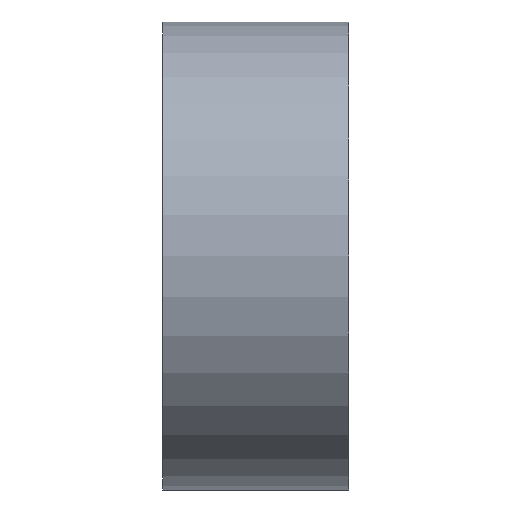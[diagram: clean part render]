
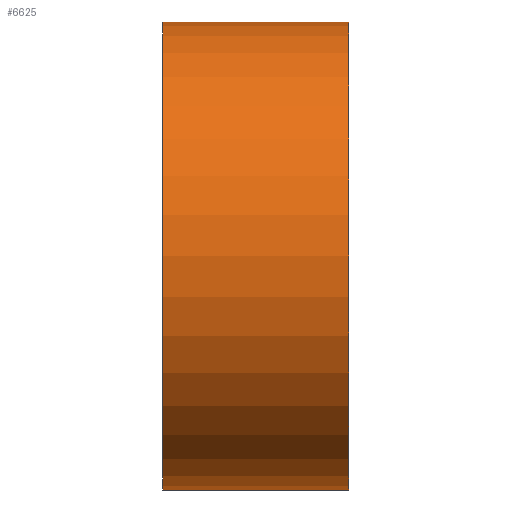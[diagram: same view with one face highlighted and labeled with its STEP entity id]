
A CAD part, left-side view. The second image highlights one B-rep face of the part: STEP entity #6625.
In plain terms, the highlighted cylindrical face has radius 39 mm (diameter 78 mm), a partial arc.
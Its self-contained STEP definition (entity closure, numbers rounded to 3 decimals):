
#170 = PLANE('',#171);
#171 = AXIS2_PLACEMENT_3D('',#172,#173,#174);
#172 = CARTESIAN_POINT('',(-144.,31.,0.));
#173 = DIRECTION('',(0.,1.,0.));
#174 = DIRECTION('',(0.,-0.,1.));
#3358 = PLANE('',#3359);
#3359 = AXIS2_PLACEMENT_3D('',#3360,#3361,#3362);
#3360 = CARTESIAN_POINT('',(-144.,0.,0.));
#3361 = DIRECTION('',(0.,1.,0.));
#3362 = DIRECTION('',(0.,-0.,1.));
#6625 = ADVANCED_FACE('',(#6626),#6641,.T.);
#6626 = FACE_BOUND('',#6627,.T.);
#6627 = EDGE_LOOP('',(#6628,#6659,#6687,#6711));
#6628 = ORIENTED_EDGE('',*,*,#6629,.T.);
#6629 = EDGE_CURVE('',#6630,#6632,#6634,.T.);
#6630 = VERTEX_POINT('',#6631);
#6631 = CARTESIAN_POINT('',(-144.,0.,-39.));
#6632 = VERTEX_POINT('',#6633);
#6633 = CARTESIAN_POINT('',(-144.,0.,39.));
#6634 = SURFACE_CURVE('',#6635,(#6640,#6652),.PCURVE_S1.);
#6635 = CIRCLE('',#6636,39.);
#6636 = AXIS2_PLACEMENT_3D('',#6637,#6638,#6639);
#6637 = CARTESIAN_POINT('',(-144.,0.,0.));
#6638 = DIRECTION('',(0.,1.,0.));
#6639 = DIRECTION('',(0.,-0.,1.));
#6640 = PCURVE('',#6641,#6646);
#6641 = CYLINDRICAL_SURFACE('',#6642,39.);
#6642 = AXIS2_PLACEMENT_3D('',#6643,#6644,#6645);
#6643 = CARTESIAN_POINT('',(-144.,6.,0.));
#6644 = DIRECTION('',(-0.,-1.,-0.));
#6645 = DIRECTION('',(0.,0.,-1.));
#6646 = DEFINITIONAL_REPRESENTATION('',(#6647),#6651);
#6647 = LINE('',#6648,#6649);
#6648 = CARTESIAN_POINT('',(9.425,6.));
#6649 = VECTOR('',#6650,1.);
#6650 = DIRECTION('',(-1.,0.));
#6651 = ( GEOMETRIC_REPRESENTATION_CONTEXT(2) 
PARAMETRIC_REPRESENTATION_CONTEXT() REPRESENTATION_CONTEXT('2D SPACE',''
  ) );
#6652 = PCURVE('',#3358,#6653);
#6653 = DEFINITIONAL_REPRESENTATION('',(#6654),#6658);
#6654 = CIRCLE('',#6655,39.);
#6655 = AXIS2_PLACEMENT_2D('',#6656,#6657);
#6656 = CARTESIAN_POINT('',(0.,0.));
#6657 = DIRECTION('',(1.,0.));
#6658 = ( GEOMETRIC_REPRESENTATION_CONTEXT(2) 
PARAMETRIC_REPRESENTATION_CONTEXT() REPRESENTATION_CONTEXT('2D SPACE',''
  ) );
#6659 = ORIENTED_EDGE('',*,*,#6660,.F.);
#6660 = EDGE_CURVE('',#6661,#6632,#6663,.T.);
#6661 = VERTEX_POINT('',#6662);
#6662 = CARTESIAN_POINT('',(-144.,31.,39.));
#6663 = SURFACE_CURVE('',#6664,(#6668,#6675),.PCURVE_S1.);
#6664 = LINE('',#6665,#6666);
#6665 = CARTESIAN_POINT('',(-144.,6.,39.));
#6666 = VECTOR('',#6667,1.);
#6667 = DIRECTION('',(-0.,-1.,-0.));
#6668 = PCURVE('',#6641,#6669);
#6669 = DEFINITIONAL_REPRESENTATION('',(#6670),#6674);
#6670 = LINE('',#6671,#6672);
#6671 = CARTESIAN_POINT('',(3.142,0.));
#6672 = VECTOR('',#6673,1.);
#6673 = DIRECTION('',(0.,1.));
#6674 = ( GEOMETRIC_REPRESENTATION_CONTEXT(2) 
PARAMETRIC_REPRESENTATION_CONTEXT() REPRESENTATION_CONTEXT('2D SPACE',''
  ) );
#6675 = PCURVE('',#6676,#6681);
#6676 = PLANE('',#6677);
#6677 = AXIS2_PLACEMENT_3D('',#6678,#6679,#6680);
#6678 = CARTESIAN_POINT('',(-144.,6.,39.));
#6679 = DIRECTION('',(0.,0.,-1.));
#6680 = DIRECTION('',(-1.,0.,0.));
#6681 = DEFINITIONAL_REPRESENTATION('',(#6682),#6686);
#6682 = LINE('',#6683,#6684);
#6683 = CARTESIAN_POINT('',(0.,0.));
#6684 = VECTOR('',#6685,1.);
#6685 = DIRECTION('',(0.,-1.));
#6686 = ( GEOMETRIC_REPRESENTATION_CONTEXT(2) 
PARAMETRIC_REPRESENTATION_CONTEXT() REPRESENTATION_CONTEXT('2D SPACE',''
  ) );
#6687 = ORIENTED_EDGE('',*,*,#6688,.F.);
#6688 = EDGE_CURVE('',#6689,#6661,#6691,.T.);
#6689 = VERTEX_POINT('',#6690);
#6690 = CARTESIAN_POINT('',(-144.,31.,-39.));
#6691 = SURFACE_CURVE('',#6692,(#6697,#6704),.PCURVE_S1.);
#6692 = CIRCLE('',#6693,39.);
#6693 = AXIS2_PLACEMENT_3D('',#6694,#6695,#6696);
#6694 = CARTESIAN_POINT('',(-144.,31.,0.));
#6695 = DIRECTION('',(0.,1.,0.));
#6696 = DIRECTION('',(0.,-0.,1.));
#6697 = PCURVE('',#6641,#6698);
#6698 = DEFINITIONAL_REPRESENTATION('',(#6699),#6703);
#6699 = LINE('',#6700,#6701);
#6700 = CARTESIAN_POINT('',(9.425,-25.));
#6701 = VECTOR('',#6702,1.);
#6702 = DIRECTION('',(-1.,0.));
#6703 = ( GEOMETRIC_REPRESENTATION_CONTEXT(2) 
PARAMETRIC_REPRESENTATION_CONTEXT() REPRESENTATION_CONTEXT('2D SPACE',''
  ) );
#6704 = PCURVE('',#170,#6705);
#6705 = DEFINITIONAL_REPRESENTATION('',(#6706),#6710);
#6706 = CIRCLE('',#6707,39.);
#6707 = AXIS2_PLACEMENT_2D('',#6708,#6709);
#6708 = CARTESIAN_POINT('',(0.,0.));
#6709 = DIRECTION('',(1.,0.));
#6710 = ( GEOMETRIC_REPRESENTATION_CONTEXT(2) 
PARAMETRIC_REPRESENTATION_CONTEXT() REPRESENTATION_CONTEXT('2D SPACE',''
  ) );
#6711 = ORIENTED_EDGE('',*,*,#6712,.T.);
#6712 = EDGE_CURVE('',#6689,#6630,#6713,.T.);
#6713 = SURFACE_CURVE('',#6714,(#6718,#6725),.PCURVE_S1.);
#6714 = LINE('',#6715,#6716);
#6715 = CARTESIAN_POINT('',(-144.,6.,-39.));
#6716 = VECTOR('',#6717,1.);
#6717 = DIRECTION('',(-0.,-1.,-0.));
#6718 = PCURVE('',#6641,#6719);
#6719 = DEFINITIONAL_REPRESENTATION('',(#6720),#6724);
#6720 = LINE('',#6721,#6722);
#6721 = CARTESIAN_POINT('',(6.283,0.));
#6722 = VECTOR('',#6723,1.);
#6723 = DIRECTION('',(0.,1.));
#6724 = ( GEOMETRIC_REPRESENTATION_CONTEXT(2) 
PARAMETRIC_REPRESENTATION_CONTEXT() REPRESENTATION_CONTEXT('2D SPACE',''
  ) );
#6725 = PCURVE('',#6726,#6731);
#6726 = PLANE('',#6727);
#6727 = AXIS2_PLACEMENT_3D('',#6728,#6729,#6730);
#6728 = CARTESIAN_POINT('',(-144.,6.,-39.));
#6729 = DIRECTION('',(0.,0.,1.));
#6730 = DIRECTION('',(1.,0.,0.));
#6731 = DEFINITIONAL_REPRESENTATION('',(#6732),#6736);
#6732 = LINE('',#6733,#6734);
#6733 = CARTESIAN_POINT('',(0.,0.));
#6734 = VECTOR('',#6735,1.);
#6735 = DIRECTION('',(0.,-1.));
#6736 = ( GEOMETRIC_REPRESENTATION_CONTEXT(2) 
PARAMETRIC_REPRESENTATION_CONTEXT() REPRESENTATION_CONTEXT('2D SPACE',''
  ) );
